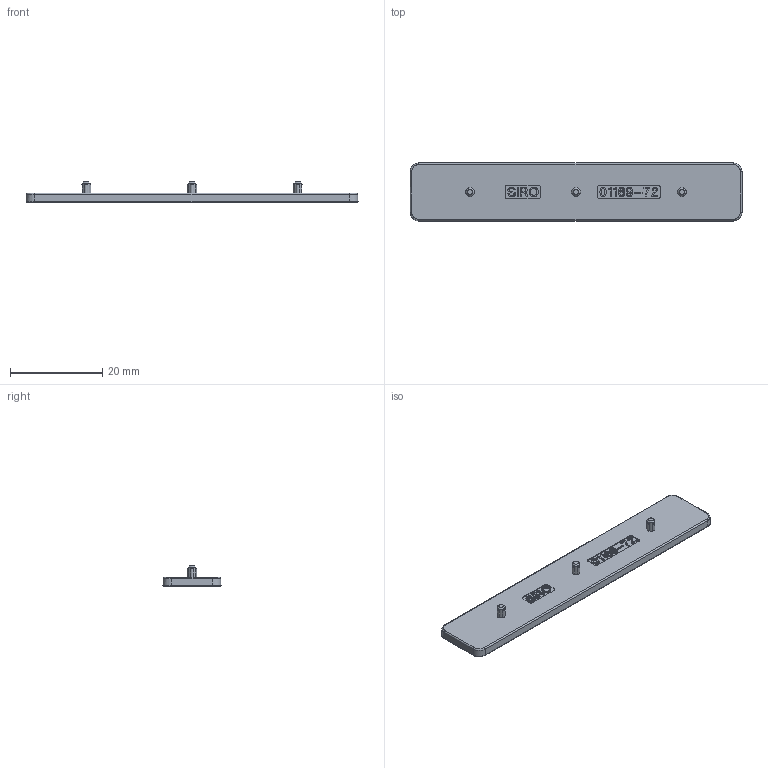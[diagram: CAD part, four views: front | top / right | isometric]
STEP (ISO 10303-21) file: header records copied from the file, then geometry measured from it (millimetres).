
FILE_DESCRIPTION(('Creo Elements/Direct Modeling STEP Export'),'2;1');
FILE_NAME('01169-72.stp','2025-01-23T11:55:01',(''),(''),'Creo Elements/Direct Modeling STEP processor for AP214 (Solid Model)','Creo Elements/Direct Modeling 20.0 12-Nov-2016 (C) Parametric Technology GmbH','');
FILE_SCHEMA(('AUTOMOTIVE_DESIGN { 1 0 10303 214 1 1 1 1 }'));
Length unit declared in the file: millimetre
Products named in the file (2): KU-12523
Assembly tree (1 placements, depth 2):
  KU-12523
    KU-12523
Bounding box: 72.11 x 12.61 x 4.5 mm (x, y, z)
Volume: 1805 mm3; surface area: 2172.2 mm2
Topology: 1 solids, 1 shells, 626 faces, 1775 edges, 1176 vertices
Faces by surface type: plane 562, cylinder 38, torus 12, bspline 8, cone 6
Entity records: 22120 total; most frequent: CARTESIAN_POINT 5877, ORIENTED_EDGE 3550, DIRECTION 2981, EDGE_CURVE 1775, VECTOR 1661, LINE 1661, VERTEX_POINT 1176, AXIS2_PLACEMENT_3D 660
